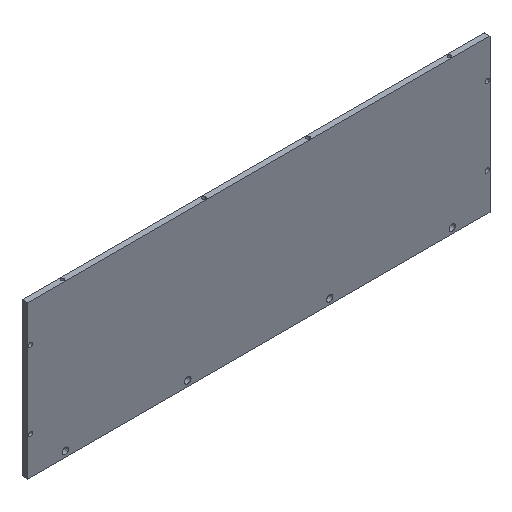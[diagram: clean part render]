
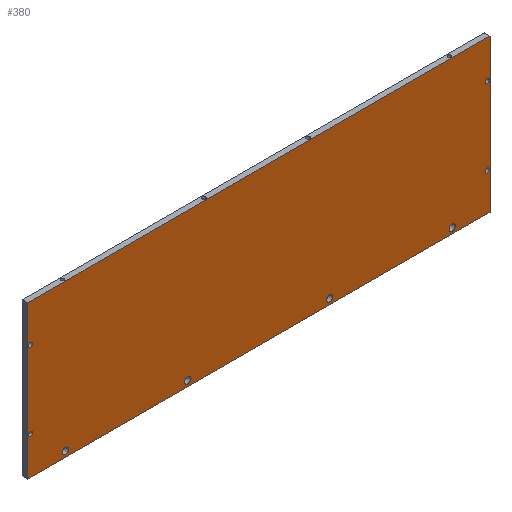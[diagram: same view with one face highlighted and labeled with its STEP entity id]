
A CAD part, isometric view. The second image highlights one B-rep face of the part: STEP entity #380.
In plain terms, the highlighted planar face has unit normal (0, -1, 0).
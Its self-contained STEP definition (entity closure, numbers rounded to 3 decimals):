
#19=FACE_BOUND('',#83,.T.);
#20=FACE_BOUND('',#84,.T.);
#21=FACE_BOUND('',#85,.T.);
#22=FACE_BOUND('',#86,.T.);
#23=FACE_BOUND('',#87,.T.);
#24=FACE_BOUND('',#88,.T.);
#25=FACE_BOUND('',#89,.T.);
#26=FACE_BOUND('',#90,.T.);
#40=PLANE('',#428);
#56=FACE_OUTER_BOUND('',#82,.T.);
#82=EDGE_LOOP('',(#297,#298,#299,#300));
#83=EDGE_LOOP('',(#301));
#84=EDGE_LOOP('',(#302));
#85=EDGE_LOOP('',(#303));
#86=EDGE_LOOP('',(#304));
#87=EDGE_LOOP('',(#305));
#88=EDGE_LOOP('',(#306));
#89=EDGE_LOOP('',(#307));
#90=EDGE_LOOP('',(#308));
#115=LINE('',#613,#139);
#119=LINE('',#621,#143);
#120=LINE('',#623,#144);
#121=LINE('',#624,#145);
#139=VECTOR('',#505,10.);
#143=VECTOR('',#511,10.);
#144=VECTOR('',#512,10.);
#145=VECTOR('',#513,10.);
#165=CIRCLE('',#422,2.25);
#167=CIRCLE('',#425,2.25);
#169=CIRCLE('',#429,2.25);
#170=CIRCLE('',#430,2.25);
#171=CIRCLE('',#431,3.3);
#172=CIRCLE('',#432,3.3);
#173=CIRCLE('',#433,3.3);
#174=CIRCLE('',#434,3.3);
#189=VERTEX_POINT('',#599);
#191=VERTEX_POINT('',#605);
#193=VERTEX_POINT('',#611);
#194=VERTEX_POINT('',#612);
#197=VERTEX_POINT('',#620);
#198=VERTEX_POINT('',#622);
#199=VERTEX_POINT('',#625);
#200=VERTEX_POINT('',#627);
#201=VERTEX_POINT('',#629);
#202=VERTEX_POINT('',#631);
#203=VERTEX_POINT('',#633);
#204=VERTEX_POINT('',#635);
#225=EDGE_CURVE('',#189,#189,#165,.T.);
#228=EDGE_CURVE('',#191,#191,#167,.T.);
#231=EDGE_CURVE('',#193,#194,#115,.T.);
#235=EDGE_CURVE('',#197,#193,#119,.T.);
#236=EDGE_CURVE('',#198,#197,#120,.T.);
#237=EDGE_CURVE('',#198,#194,#121,.T.);
#238=EDGE_CURVE('',#199,#199,#169,.T.);
#239=EDGE_CURVE('',#200,#200,#170,.T.);
#240=EDGE_CURVE('',#201,#201,#171,.T.);
#241=EDGE_CURVE('',#202,#202,#172,.T.);
#242=EDGE_CURVE('',#203,#203,#173,.T.);
#243=EDGE_CURVE('',#204,#204,#174,.T.);
#297=ORIENTED_EDGE('',*,*,#235,.F.);
#298=ORIENTED_EDGE('',*,*,#236,.F.);
#299=ORIENTED_EDGE('',*,*,#237,.T.);
#300=ORIENTED_EDGE('',*,*,#231,.F.);
#301=ORIENTED_EDGE('',*,*,#225,.T.);
#302=ORIENTED_EDGE('',*,*,#228,.T.);
#303=ORIENTED_EDGE('',*,*,#238,.T.);
#304=ORIENTED_EDGE('',*,*,#239,.T.);
#305=ORIENTED_EDGE('',*,*,#240,.T.);
#306=ORIENTED_EDGE('',*,*,#241,.T.);
#307=ORIENTED_EDGE('',*,*,#242,.T.);
#308=ORIENTED_EDGE('',*,*,#243,.T.);
#380=ADVANCED_FACE('',(#56,#19,#20,#21,#22,#23,#24,#25,#26),#40,.F.);
#422=AXIS2_PLACEMENT_3D('',#600,#491,#492);
#425=AXIS2_PLACEMENT_3D('',#606,#498,#499);
#428=AXIS2_PLACEMENT_3D('',#619,#509,#510);
#429=AXIS2_PLACEMENT_3D('',#626,#514,#515);
#430=AXIS2_PLACEMENT_3D('',#628,#516,#517);
#431=AXIS2_PLACEMENT_3D('',#630,#518,#519);
#432=AXIS2_PLACEMENT_3D('',#632,#520,#521);
#433=AXIS2_PLACEMENT_3D('',#634,#522,#523);
#434=AXIS2_PLACEMENT_3D('',#636,#524,#525);
#491=DIRECTION('center_axis',(0.,1.,0.));
#492=DIRECTION('ref_axis',(0.,0.,-1.));
#498=DIRECTION('center_axis',(0.,1.,0.));
#499=DIRECTION('ref_axis',(0.,0.,-1.));
#505=DIRECTION('',(1.,0.,0.));
#509=DIRECTION('center_axis',(0.,1.,0.));
#510=DIRECTION('ref_axis',(1.,0.,0.));
#511=DIRECTION('',(0.,0.,1.));
#512=DIRECTION('',(-1.,0.,0.));
#513=DIRECTION('',(0.,0.,1.));
#514=DIRECTION('center_axis',(0.,1.,0.));
#515=DIRECTION('ref_axis',(0.,0.,-1.));
#516=DIRECTION('center_axis',(0.,1.,0.));
#517=DIRECTION('ref_axis',(0.,0.,-1.));
#518=DIRECTION('center_axis',(0.,1.,0.));
#519=DIRECTION('ref_axis',(0.,0.,-1.));
#520=DIRECTION('center_axis',(0.,1.,0.));
#521=DIRECTION('ref_axis',(0.,0.,-1.));
#522=DIRECTION('center_axis',(0.,1.,0.));
#523=DIRECTION('ref_axis',(0.,0.,-1.));
#524=DIRECTION('center_axis',(0.,1.,0.));
#525=DIRECTION('ref_axis',(0.,0.,-1.));
#599=CARTESIAN_POINT('',(463.502,0.,129.25));
#600=CARTESIAN_POINT('Origin',(463.502,0.,127.));
#605=CARTESIAN_POINT('',(-21.,0.,129.25));
#606=CARTESIAN_POINT('Origin',(-21.,0.,127.));
#611=CARTESIAN_POINT('',(-24.,0.,167.));
#612=CARTESIAN_POINT('',(466.502,0.,167.));
#613=CARTESIAN_POINT('',(4.,0.,167.));
#619=CARTESIAN_POINT('Origin',(235.,0.,68.86));
#620=CARTESIAN_POINT('',(-24.,0.,5.));
#621=CARTESIAN_POINT('',(-24.,0.,82.719));
#622=CARTESIAN_POINT('',(466.502,0.,5.));
#623=CARTESIAN_POINT('',(4.,0.,5.));
#624=CARTESIAN_POINT('',(466.502,0.,82.719));
#625=CARTESIAN_POINT('',(-21.,0.,47.25));
#626=CARTESIAN_POINT('Origin',(-21.,0.,45.));
#627=CARTESIAN_POINT('',(463.502,0.,47.25));
#628=CARTESIAN_POINT('Origin',(463.502,0.,45.));
#629=CARTESIAN_POINT('',(426.502,0.,14.3));
#630=CARTESIAN_POINT('Origin',(426.502,0.,11.));
#631=CARTESIAN_POINT('',(16.,0.,14.3));
#632=CARTESIAN_POINT('Origin',(16.,0.,11.));
#633=CARTESIAN_POINT('',(146.,0.,14.3));
#634=CARTESIAN_POINT('Origin',(146.,0.,11.));
#635=CARTESIAN_POINT('',(296.502,0.,14.3));
#636=CARTESIAN_POINT('Origin',(296.502,0.,11.));
